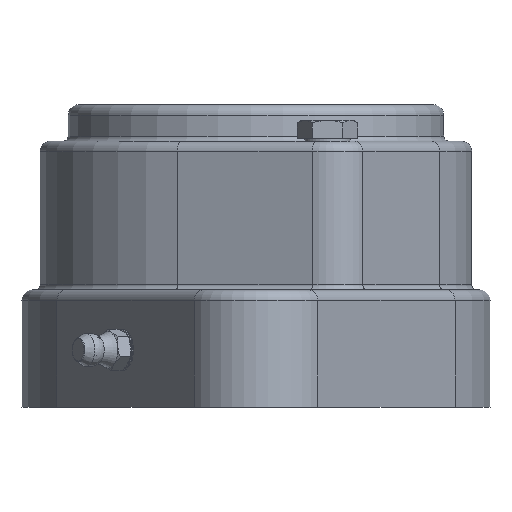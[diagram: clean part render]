
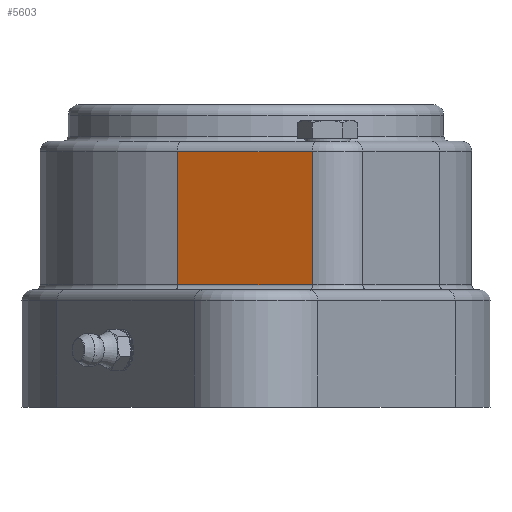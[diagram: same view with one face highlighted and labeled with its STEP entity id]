
A CAD part, left-side view. The second image highlights one B-rep face of the part: STEP entity #5603.
In plain terms, the highlighted planar face has unit normal (-0.932, 0.363, 0).
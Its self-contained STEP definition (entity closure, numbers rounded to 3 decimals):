
#638=LINE($,#9704,#872);
#639=LINE($,#9707,#873);
#640=LINE($,#9709,#874);
#641=LINE($,#9710,#875);
#872=VECTOR($,#7713,25.5);
#873=VECTOR($,#7716,27.749);
#874=VECTOR($,#7717,27.749);
#875=VECTOR($,#7718,25.5);
#1016=PLANE($,#6259);
#1601=FACE_OUTER_BOUND($,#2081,.T.);
#2081=EDGE_LOOP($,(#4810,#4811,#4812,#4813));
#2981=VERTEX_POINT($,#9700);
#2982=VERTEX_POINT($,#9702);
#2983=VERTEX_POINT($,#9706);
#2984=VERTEX_POINT($,#9708);
#3610=EDGE_CURVE($,#2981,#2982,#638,.T.);
#3611=EDGE_CURVE($,#2981,#2983,#639,.T.);
#3612=EDGE_CURVE($,#2984,#2982,#640,.T.);
#3613=EDGE_CURVE($,#2983,#2984,#641,.T.);
#4810=ORIENTED_EDGE($,*,*,#3611,.F.);
#4811=ORIENTED_EDGE($,*,*,#3610,.T.);
#4812=ORIENTED_EDGE($,*,*,#3612,.F.);
#4813=ORIENTED_EDGE($,*,*,#3613,.F.);
#5603=ADVANCED_FACE($,(#1601),#1016,.T.);
#6259=AXIS2_PLACEMENT_3D($,#9705,#7714,#7715);
#7713=DIRECTION($,(0.,0.,1.));
#7714=DIRECTION('center_axis',(-0.932,0.363,0.));
#7715=DIRECTION('ref_axis',(0.,0.,1.));
#7716=DIRECTION($,(0.363,0.932,0.));
#7717=DIRECTION($,(-0.363,-0.932,0.));
#7718=DIRECTION($,(0.,0.,1.));
#9700=CARTESIAN_POINT('',(-48.74,-10.803,1.));
#9702=CARTESIAN_POINT('',(-48.74,-10.803,26.5));
#9704=CARTESIAN_POINT($,(-48.74,-10.803,0.));
#9705=CARTESIAN_POINT('Origin',(-48.74,-10.803,0.));
#9706=CARTESIAN_POINT('',(-38.673,15.056,1.));
#9707=CARTESIAN_POINT($,(-43.706,2.126,1.));
#9708=CARTESIAN_POINT('',(-38.673,15.056,26.5));
#9709=CARTESIAN_POINT($,(-38.673,15.056,26.5));
#9710=CARTESIAN_POINT($,(-38.673,15.056,0.));
